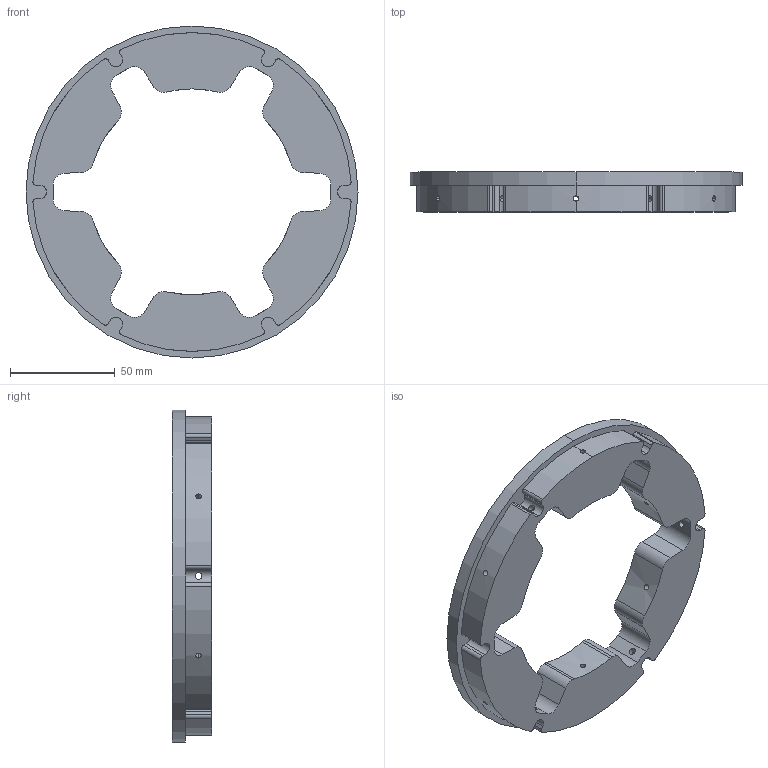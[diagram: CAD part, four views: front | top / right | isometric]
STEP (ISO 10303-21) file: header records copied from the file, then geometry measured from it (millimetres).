
FILE_DESCRIPTION (( 'STEP AP214' ), '1' );
FILE_NAME ('solidthrustmount.STEP', '2022-09-12T02:35:01', ( '' ), ( '' ), 'SwSTEP 2.0', 'SolidWorks 2021', '' );
FILE_SCHEMA (( 'AUTOMOTIVE_DESIGN' ));
Length unit declared in the file: inch
Products named in the file (1): solidthrustmount
Bounding box: 158.75 x 19.05 x 158.75 mm (x, y, z)
Volume: 172357.9 mm3; surface area: 40922.4 mm2
Topology: 1 solids, 1 shells, 123 faces, 368 edges, 244 vertices
Faces by surface type: cylinder 90, plane 33
Entity records: 5182 total; most frequent: CARTESIAN_POINT 1556, ORIENTED_EDGE 736, DIRECTION 720, EDGE_CURVE 368, AXIS2_PLACEMENT_3D 268, VERTEX_POINT 244, LINE 184, VECTOR 184
